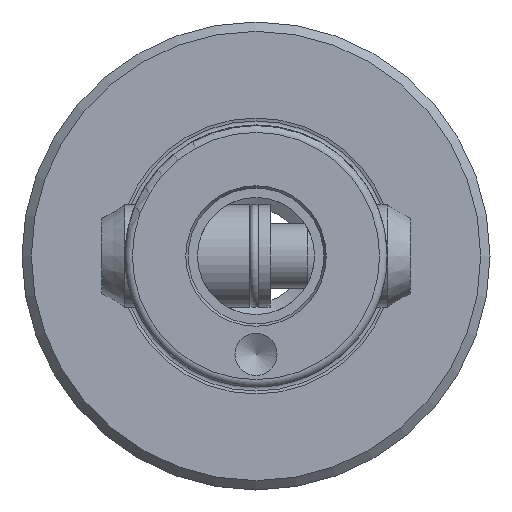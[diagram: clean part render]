
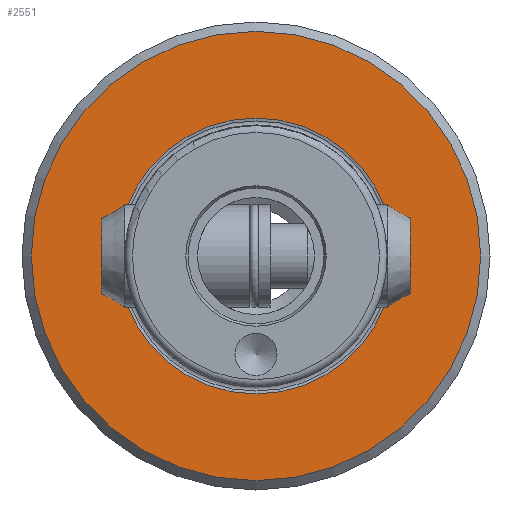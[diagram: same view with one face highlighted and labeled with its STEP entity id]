
A CAD part, left-side view. The second image highlights one B-rep face of the part: STEP entity #2551.
In plain terms, the highlighted planar face has unit normal (-1, 0, 0).
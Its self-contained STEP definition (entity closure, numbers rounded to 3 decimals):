
#30 = FACE_OUTER_BOUND ( 'NONE', #3302, .T. ) ;
#35 = CARTESIAN_POINT ( 'NONE',  ( 30., 0., 0. ) ) ;
#114 = DIRECTION ( 'NONE',  ( 0., 0., 1. ) ) ;
#271 = DIRECTION ( 'NONE',  ( -1., 0., 0. ) ) ;
#279 = VERTEX_POINT ( 'NONE', #1372 ) ;
#940 = EDGE_CURVE ( 'NONE', #2384, #2384, #3058, .T. ) ;
#1044 = DIRECTION ( 'NONE',  ( 0., 0., -1. ) ) ;
#1122 = AXIS2_PLACEMENT_3D ( 'NONE', #35, #271, #2499 ) ;
#1288 = CARTESIAN_POINT ( 'NONE',  ( 30., 14.739, 0. ) ) ;
#1372 = CARTESIAN_POINT ( 'NONE',  ( 30., 0., 24. ) ) ;
#1603 = DIRECTION ( 'NONE',  ( 1., 0., 0. ) ) ;
#1700 = ORIENTED_EDGE ( 'NONE', *, *, #940, .F. ) ;
#1799 = CARTESIAN_POINT ( 'NONE',  ( 30., 0., 0. ) ) ;
#1901 = CARTESIAN_POINT ( 'NONE',  ( 30., 0., 14.739 ) ) ;
#1942 = EDGE_CURVE ( 'NONE', #279, #279, #2004, .T. ) ;
#2004 = CIRCLE ( 'NONE', #3321, 24. ) ;
#2358 = DIRECTION ( 'NONE',  ( -1., 0., 0. ) ) ;
#2384 = VERTEX_POINT ( 'NONE', #1901 ) ;
#2408 = AXIS2_PLACEMENT_3D ( 'NONE', #1288, #1603, #1044 ) ;
#2499 = DIRECTION ( 'NONE',  ( 0., 0., 1. ) ) ;
#2517 = ORIENTED_EDGE ( 'NONE', *, *, #1942, .T. ) ;
#2551 = ADVANCED_FACE ( 'NONE', ( #2566, #30 ), #2666, .F. ) ;
#2566 = FACE_BOUND ( 'NONE', #3111, .T. ) ;
#2666 = PLANE ( 'NONE',  #2408 ) ;
#3058 = CIRCLE ( 'NONE', #1122, 14.739 ) ;
#3111 = EDGE_LOOP ( 'NONE', ( #1700 ) ) ;
#3302 = EDGE_LOOP ( 'NONE', ( #2517 ) ) ;
#3321 = AXIS2_PLACEMENT_3D ( 'NONE', #1799, #2358, #114 ) ;
